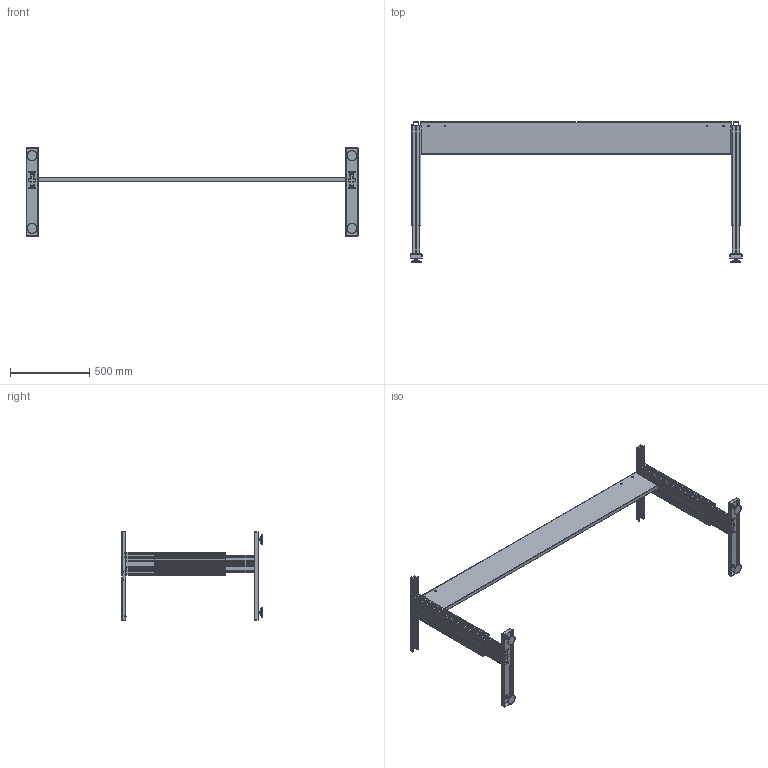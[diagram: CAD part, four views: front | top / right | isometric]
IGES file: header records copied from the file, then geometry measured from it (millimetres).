
Start section: SolidWorks IGES file using analytic representation for surfaces
Global section: file name: NXCF502284.IGS; native system: SolidWorks 2023; preprocessor: SolidWorks 2023; author: chris; date: 240305.160845; units: inch
Bounding box: 2090.42 x 882.65 x 558.8 mm (x, y, z)
Surface area: 4173868.7 mm2 (no closed solid volume)
Topology: 0 solids, 0 shells, 2017 faces, 28012 edges, 27996 vertices
Faces by surface type: revolution 1184, bspline 833
